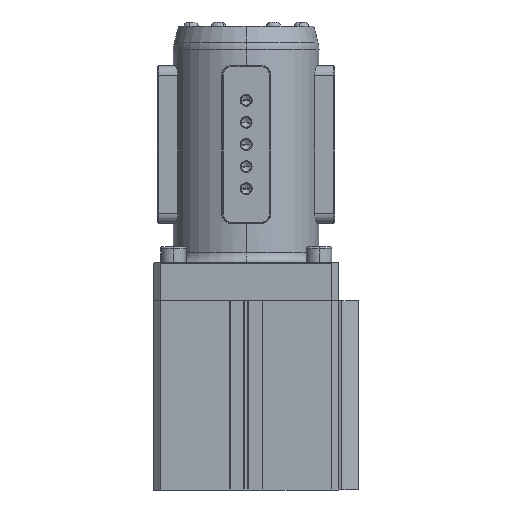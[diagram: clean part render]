
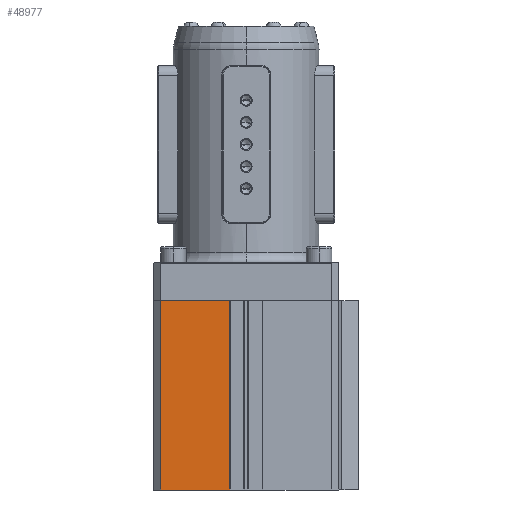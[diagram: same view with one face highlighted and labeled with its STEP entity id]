
A CAD part, left-side view. The second image highlights one B-rep face of the part: STEP entity #48977.
In plain terms, the highlighted face is planar.
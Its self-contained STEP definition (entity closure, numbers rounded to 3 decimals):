
#1267 = VERTEX_POINT ( 'NONE', #43579 ) ;
#3552 = DIRECTION ( 'NONE',  ( -1., 0., 0. ) ) ;
#6110 = EDGE_LOOP ( 'NONE', ( #40284, #35394, #26562, #41393 ) ) ;
#6544 = CARTESIAN_POINT ( 'NONE',  ( 0., -8.4, 47. ) ) ;
#6923 = CARTESIAN_POINT ( 'NONE',  ( 96., -8.4, 47. ) ) ;
#10132 = LINE ( 'NONE', #6923, #32683 ) ;
#10919 = DIRECTION ( 'NONE',  ( 0., 0., -1. ) ) ;
#11675 = DIRECTION ( 'NONE',  ( -1., 0., 0. ) ) ;
#13100 = FACE_OUTER_BOUND ( 'NONE', #6110, .T. ) ;
#14494 = CARTESIAN_POINT ( 'NONE',  ( 96., -8.4, 47. ) ) ;
#15844 = LINE ( 'NONE', #6544, #38358 ) ;
#18313 = LINE ( 'NONE', #28759, #19631 ) ;
#19631 = VECTOR ( 'NONE', #11675, 1000. ) ;
#20477 = VERTEX_POINT ( 'NONE', #31081 ) ;
#23682 = VERTEX_POINT ( 'NONE', #14494 ) ;
#26524 = EDGE_CURVE ( 'NONE', #23682, #1267, #44631, .T. ) ;
#26562 = ORIENTED_EDGE ( 'NONE', *, *, #40967, .F. ) ;
#28759 = CARTESIAN_POINT ( 'NONE',  ( 96., -43.3, 47. ) ) ;
#29180 = VERTEX_POINT ( 'NONE', #53051 ) ;
#31081 = CARTESIAN_POINT ( 'NONE',  ( 96., -43.3, 47. ) ) ;
#31574 = DIRECTION ( 'NONE',  ( 0., -1., 0. ) ) ;
#32683 = VECTOR ( 'NONE', #40985, 1000. ) ;
#35394 = ORIENTED_EDGE ( 'NONE', *, *, #39177, .F. ) ;
#36306 = CARTESIAN_POINT ( 'NONE',  ( 96., -8.4, 47. ) ) ;
#36829 = AXIS2_PLACEMENT_3D ( 'NONE', #36306, #10919, #40543 ) ;
#38358 = VECTOR ( 'NONE', #31574, 1000. ) ;
#39177 = EDGE_CURVE ( 'NONE', #20477, #29180, #18313, .T. ) ;
#40284 = ORIENTED_EDGE ( 'NONE', *, *, #46921, .T. ) ;
#40543 = DIRECTION ( 'NONE',  ( -1., 0., 0. ) ) ;
#40967 = EDGE_CURVE ( 'NONE', #23682, #20477, #10132, .T. ) ;
#40985 = DIRECTION ( 'NONE',  ( 0., -1., 0. ) ) ;
#41393 = ORIENTED_EDGE ( 'NONE', *, *, #26524, .T. ) ;
#43579 = CARTESIAN_POINT ( 'NONE',  ( 0., -8.4, 47. ) ) ;
#44438 = PLANE ( 'NONE',  #36829 ) ;
#44631 = LINE ( 'NONE', #54235, #53184 ) ;
#46921 = EDGE_CURVE ( 'NONE', #1267, #29180, #15844, .T. ) ;
#48977 = ADVANCED_FACE ( 'PLANAR_6', ( #13100 ), #44438, .F. ) ;
#53051 = CARTESIAN_POINT ( 'NONE',  ( 0., -43.3, 47. ) ) ;
#53184 = VECTOR ( 'NONE', #3552, 1000. ) ;
#54235 = CARTESIAN_POINT ( 'NONE',  ( 96., -8.4, 47. ) ) ;
